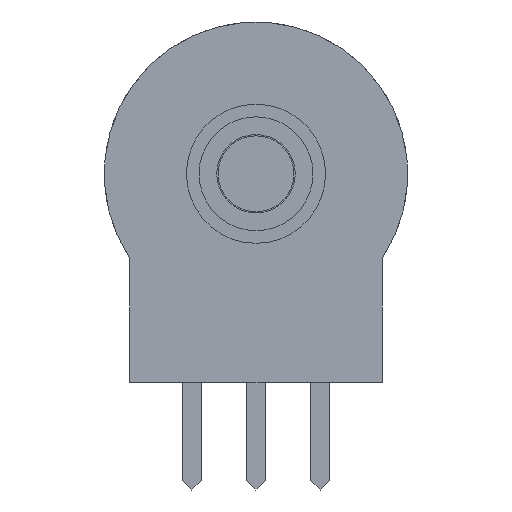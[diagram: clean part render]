
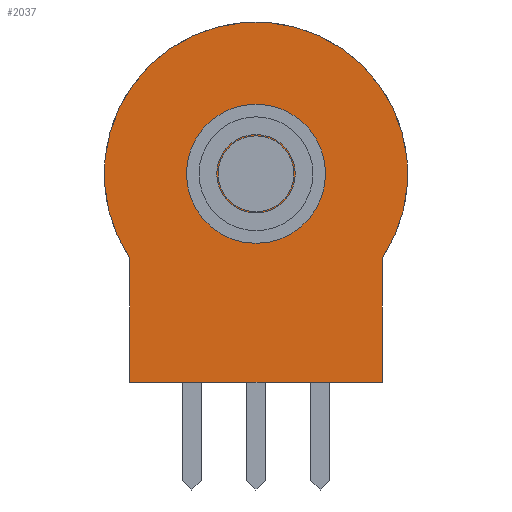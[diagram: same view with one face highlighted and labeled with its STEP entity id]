
A CAD part, front view. The second image highlights one B-rep face of the part: STEP entity #2037.
In plain terms, the highlighted planar face has unit normal (0, -1, 0).
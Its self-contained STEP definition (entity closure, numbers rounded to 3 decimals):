
#1730 = VERTEX_POINT('',#1731);
#1731 = CARTESIAN_POINT('',(10.,2.,-6.633));
#1740 = CYLINDRICAL_SURFACE('',#1741,12.);
#1741 = AXIS2_PLACEMENT_3D('',#1742,#1743,#1744);
#1742 = CARTESIAN_POINT('',(0.,2.,0.));
#1743 = DIRECTION('',(0.,-1.,0.));
#1744 = DIRECTION('',(1.,0.,0.));
#1751 = PLANE('',#1752);
#1752 = AXIS2_PLACEMENT_3D('',#1753,#1754,#1755);
#1753 = CARTESIAN_POINT('',(10.,2.,-16.5));
#1754 = DIRECTION('',(1.,0.,0.));
#1755 = DIRECTION('',(0.,0.,1.));
#1792 = VERTEX_POINT('',#1793);
#1793 = CARTESIAN_POINT('',(-10.,2.,-6.633));
#1806 = PLANE('',#1807);
#1807 = AXIS2_PLACEMENT_3D('',#1808,#1809,#1810);
#1808 = CARTESIAN_POINT('',(-10.,2.,-6.633));
#1809 = DIRECTION('',(-1.,0.,0.));
#1810 = DIRECTION('',(-0.,0.,-1.));
#1818 = EDGE_CURVE('',#1730,#1792,#1819,.T.);
#1819 = SURFACE_CURVE('',#1820,(#1825,#1831),.PCURVE_S1.);
#1820 = CIRCLE('',#1821,12.);
#1821 = AXIS2_PLACEMENT_3D('',#1822,#1823,#1824);
#1822 = CARTESIAN_POINT('',(0.,2.,0.));
#1823 = DIRECTION('',(0.,-1.,0.));
#1824 = DIRECTION('',(1.,0.,0.));
#1825 = PCURVE('',#1740,#1826);
#1826 = DEFINITIONAL_REPRESENTATION('',(#1827),#1830);
#1827 = B_SPLINE_CURVE_WITH_KNOTS('',1,(#1828,#1829),.UNSPECIFIED.,.F.,
  .F.,(2,2),(5.697,10.01),.PIECEWISE_BEZIER_KNOTS.);
#1828 = CARTESIAN_POINT('',(5.697,0.));
#1829 = CARTESIAN_POINT('',(10.01,0.));
#1830 = ( GEOMETRIC_REPRESENTATION_CONTEXT(2) 
PARAMETRIC_REPRESENTATION_CONTEXT() REPRESENTATION_CONTEXT('2D SPACE',''
  ) );
#1831 = PCURVE('',#1832,#1837);
#1832 = PLANE('',#1833);
#1833 = AXIS2_PLACEMENT_3D('',#1834,#1835,#1836);
#1834 = CARTESIAN_POINT('',(0.,2.,-4.333));
#1835 = DIRECTION('',(-0.,-1.,0.));
#1836 = DIRECTION('',(0.,0.,-1.));
#1837 = DEFINITIONAL_REPRESENTATION('',(#1838),#1842);
#1838 = CIRCLE('',#1839,12.);
#1839 = AXIS2_PLACEMENT_2D('',#1840,#1841);
#1840 = CARTESIAN_POINT('',(-4.333,0.));
#1841 = DIRECTION('',(0.,1.));
#1842 = ( GEOMETRIC_REPRESENTATION_CONTEXT(2) 
PARAMETRIC_REPRESENTATION_CONTEXT() REPRESENTATION_CONTEXT('2D SPACE',''
  ) );
#1872 = VERTEX_POINT('',#1873);
#1873 = CARTESIAN_POINT('',(-10.,2.,-16.5));
#1887 = PLANE('',#1888);
#1888 = AXIS2_PLACEMENT_3D('',#1889,#1890,#1891);
#1889 = CARTESIAN_POINT('',(-10.,2.,-16.5));
#1890 = DIRECTION('',(0.,0.,-1.));
#1891 = DIRECTION('',(1.,0.,0.));
#1899 = EDGE_CURVE('',#1792,#1872,#1900,.T.);
#1900 = SURFACE_CURVE('',#1901,(#1905,#1912),.PCURVE_S1.);
#1901 = LINE('',#1902,#1903);
#1902 = CARTESIAN_POINT('',(-10.,2.,-6.633));
#1903 = VECTOR('',#1904,1.);
#1904 = DIRECTION('',(0.,0.,-1.));
#1905 = PCURVE('',#1806,#1906);
#1906 = DEFINITIONAL_REPRESENTATION('',(#1907),#1911);
#1907 = LINE('',#1908,#1909);
#1908 = CARTESIAN_POINT('',(0.,0.));
#1909 = VECTOR('',#1910,1.);
#1910 = DIRECTION('',(1.,0.));
#1911 = ( GEOMETRIC_REPRESENTATION_CONTEXT(2) 
PARAMETRIC_REPRESENTATION_CONTEXT() REPRESENTATION_CONTEXT('2D SPACE',''
  ) );
#1912 = PCURVE('',#1832,#1913);
#1913 = DEFINITIONAL_REPRESENTATION('',(#1914),#1918);
#1914 = LINE('',#1915,#1916);
#1915 = CARTESIAN_POINT('',(2.3,-10.));
#1916 = VECTOR('',#1917,1.);
#1917 = DIRECTION('',(1.,0.));
#1918 = ( GEOMETRIC_REPRESENTATION_CONTEXT(2) 
PARAMETRIC_REPRESENTATION_CONTEXT() REPRESENTATION_CONTEXT('2D SPACE',''
  ) );
#1948 = VERTEX_POINT('',#1949);
#1949 = CARTESIAN_POINT('',(10.,2.,-16.5));
#1970 = EDGE_CURVE('',#1872,#1948,#1971,.T.);
#1971 = SURFACE_CURVE('',#1972,(#1976,#1983),.PCURVE_S1.);
#1972 = LINE('',#1973,#1974);
#1973 = CARTESIAN_POINT('',(-10.,2.,-16.5));
#1974 = VECTOR('',#1975,1.);
#1975 = DIRECTION('',(1.,0.,0.));
#1976 = PCURVE('',#1887,#1977);
#1977 = DEFINITIONAL_REPRESENTATION('',(#1978),#1982);
#1978 = LINE('',#1979,#1980);
#1979 = CARTESIAN_POINT('',(0.,0.));
#1980 = VECTOR('',#1981,1.);
#1981 = DIRECTION('',(1.,0.));
#1982 = ( GEOMETRIC_REPRESENTATION_CONTEXT(2) 
PARAMETRIC_REPRESENTATION_CONTEXT() REPRESENTATION_CONTEXT('2D SPACE',''
  ) );
#1983 = PCURVE('',#1832,#1984);
#1984 = DEFINITIONAL_REPRESENTATION('',(#1985),#1989);
#1985 = LINE('',#1986,#1987);
#1986 = CARTESIAN_POINT('',(12.167,-10.));
#1987 = VECTOR('',#1988,1.);
#1988 = DIRECTION('',(0.,1.));
#1989 = ( GEOMETRIC_REPRESENTATION_CONTEXT(2) 
PARAMETRIC_REPRESENTATION_CONTEXT() REPRESENTATION_CONTEXT('2D SPACE',''
  ) );
#2017 = EDGE_CURVE('',#1948,#1730,#2018,.T.);
#2018 = SURFACE_CURVE('',#2019,(#2023,#2030),.PCURVE_S1.);
#2019 = LINE('',#2020,#2021);
#2020 = CARTESIAN_POINT('',(10.,2.,-16.5));
#2021 = VECTOR('',#2022,1.);
#2022 = DIRECTION('',(0.,0.,1.));
#2023 = PCURVE('',#1751,#2024);
#2024 = DEFINITIONAL_REPRESENTATION('',(#2025),#2029);
#2025 = LINE('',#2026,#2027);
#2026 = CARTESIAN_POINT('',(0.,0.));
#2027 = VECTOR('',#2028,1.);
#2028 = DIRECTION('',(1.,0.));
#2029 = ( GEOMETRIC_REPRESENTATION_CONTEXT(2) 
PARAMETRIC_REPRESENTATION_CONTEXT() REPRESENTATION_CONTEXT('2D SPACE',''
  ) );
#2030 = PCURVE('',#1832,#2031);
#2031 = DEFINITIONAL_REPRESENTATION('',(#2032),#2036);
#2032 = LINE('',#2033,#2034);
#2033 = CARTESIAN_POINT('',(12.167,10.));
#2034 = VECTOR('',#2035,1.);
#2035 = DIRECTION('',(-1.,0.));
#2036 = ( GEOMETRIC_REPRESENTATION_CONTEXT(2) 
PARAMETRIC_REPRESENTATION_CONTEXT() REPRESENTATION_CONTEXT('2D SPACE',''
  ) );
#2037 = ADVANCED_FACE('',(#2038),#1832,.T.);
#2038 = FACE_BOUND('',#2039,.T.);
#2039 = EDGE_LOOP('',(#2040,#2041,#2042,#2043));
#2040 = ORIENTED_EDGE('',*,*,#1818,.T.);
#2041 = ORIENTED_EDGE('',*,*,#1899,.T.);
#2042 = ORIENTED_EDGE('',*,*,#1970,.T.);
#2043 = ORIENTED_EDGE('',*,*,#2017,.T.);
